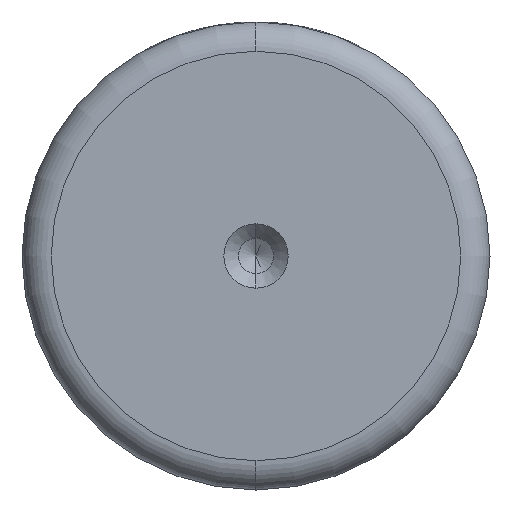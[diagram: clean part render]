
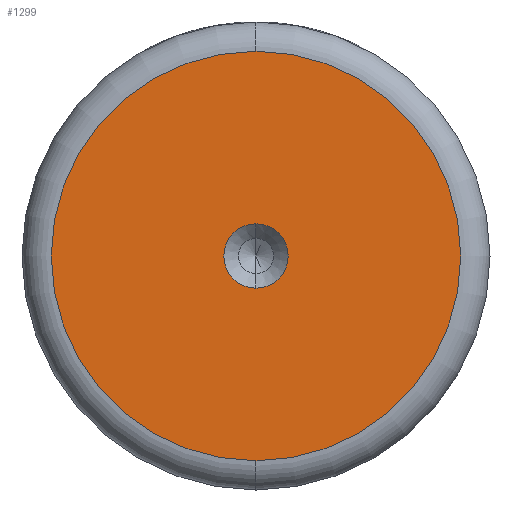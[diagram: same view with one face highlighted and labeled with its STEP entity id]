
A CAD part, left-side view. The second image highlights one B-rep face of the part: STEP entity #1299.
In plain terms, the highlighted planar face has unit normal (-1, 0, 0).
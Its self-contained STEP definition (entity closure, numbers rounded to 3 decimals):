
#31 = VERTEX_POINT ( 'NONE', #274 ) ;
#33 = VERTEX_POINT ( 'NONE', #1020 ) ;
#37 = EDGE_CURVE ( 'NONE', #31, #33, #504, .T. ) ;
#49 = DIRECTION ( 'NONE',  ( -1., 0., 0. ) ) ;
#63 = DIRECTION ( 'NONE',  ( -1., 0., 0. ) ) ;
#115 = CIRCLE ( 'NONE', #480, 3.3 ) ;
#126 = ORIENTED_EDGE ( 'NONE', *, *, #905, .F. ) ;
#274 = CARTESIAN_POINT ( 'NONE',  ( 0., 0., 21. ) ) ;
#290 = DIRECTION ( 'NONE',  ( 0., 0., 1. ) ) ;
#347 = FACE_BOUND ( 'NONE', #961, .T. ) ;
#351 = DIRECTION ( 'NONE',  ( -1., 0., 0. ) ) ;
#480 = AXIS2_PLACEMENT_3D ( 'NONE', #1239, #580, #1351 ) ;
#497 = CARTESIAN_POINT ( 'NONE',  ( 0., 0., 3.3 ) ) ;
#498 = ORIENTED_EDGE ( 'NONE', *, *, #1253, .T. ) ;
#504 = CIRCLE ( 'NONE', #619, 21. ) ;
#528 = AXIS2_PLACEMENT_3D ( 'NONE', #738, #49, #850 ) ;
#580 = DIRECTION ( 'NONE',  ( -1., 0., 0. ) ) ;
#618 = EDGE_LOOP ( 'NONE', ( #996, #498 ) ) ;
#619 = AXIS2_PLACEMENT_3D ( 'NONE', #852, #1301, #290 ) ;
#641 = FACE_OUTER_BOUND ( 'NONE', #618, .T. ) ;
#738 = CARTESIAN_POINT ( 'NONE',  ( 0., 0., 0. ) ) ;
#742 = CIRCLE ( 'NONE', #528, 21. ) ;
#751 = ORIENTED_EDGE ( 'NONE', *, *, #1409, .F. ) ;
#850 = DIRECTION ( 'NONE',  ( 0., 0., 1. ) ) ;
#852 = CARTESIAN_POINT ( 'NONE',  ( 0., 0., 0. ) ) ;
#905 = EDGE_CURVE ( 'NONE', #1222, #1097, #115, .T. ) ;
#961 = EDGE_LOOP ( 'NONE', ( #751, #126 ) ) ;
#968 = AXIS2_PLACEMENT_3D ( 'NONE', #977, #63, #1085 ) ;
#977 = CARTESIAN_POINT ( 'NONE',  ( 0., 0., 0. ) ) ;
#996 = ORIENTED_EDGE ( 'NONE', *, *, #37, .T. ) ;
#1011 = CARTESIAN_POINT ( 'NONE',  ( 0., 0., 0. ) ) ;
#1020 = CARTESIAN_POINT ( 'NONE',  ( 0., 0., -21. ) ) ;
#1085 = DIRECTION ( 'NONE',  ( 0., 0., 1. ) ) ;
#1088 = CIRCLE ( 'NONE', #1178, 3.3 ) ;
#1097 = VERTEX_POINT ( 'NONE', #497 ) ;
#1121 = DIRECTION ( 'NONE',  ( 0., 0., 1. ) ) ;
#1178 = AXIS2_PLACEMENT_3D ( 'NONE', #1011, #351, #1121 ) ;
#1222 = VERTEX_POINT ( 'NONE', #1411 ) ;
#1239 = CARTESIAN_POINT ( 'NONE',  ( 0., 0., 0. ) ) ;
#1253 = EDGE_CURVE ( 'NONE', #33, #31, #742, .T. ) ;
#1299 = ADVANCED_FACE ( 'NONE', ( #347, #641 ), #1310, .T. ) ;
#1301 = DIRECTION ( 'NONE',  ( -1., 0., 0. ) ) ;
#1310 = PLANE ( 'NONE',  #968 ) ;
#1351 = DIRECTION ( 'NONE',  ( 0., 0., 1. ) ) ;
#1409 = EDGE_CURVE ( 'NONE', #1097, #1222, #1088, .T. ) ;
#1411 = CARTESIAN_POINT ( 'NONE',  ( 0., 0., -3.3 ) ) ;
